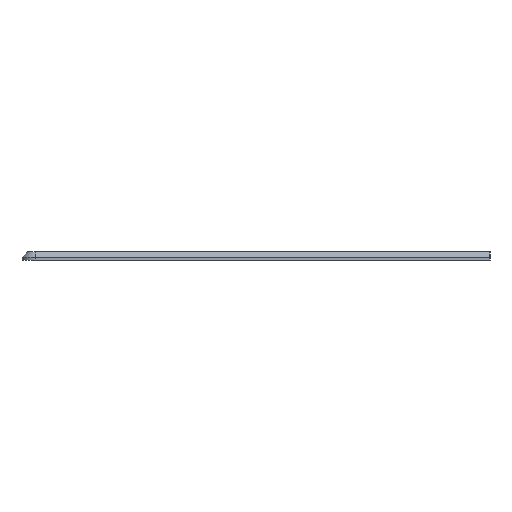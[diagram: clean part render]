
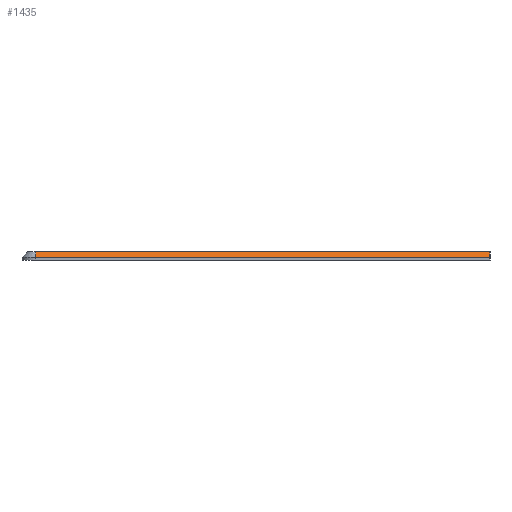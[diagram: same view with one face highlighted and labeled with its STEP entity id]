
A CAD part, left-side view. The second image highlights one B-rep face of the part: STEP entity #1435.
In plain terms, the highlighted planar face has unit normal (-0.707, 0, 0.707).
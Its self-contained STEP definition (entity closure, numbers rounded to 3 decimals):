
#115=PLANE('',#1619);
#192=FACE_OUTER_BOUND('',#301,.T.);
#301=EDGE_LOOP('',(#1258,#1259,#1260,#1261));
#344=LINE('',#2096,#445);
#426=LINE('',#2432,#527);
#427=LINE('',#2436,#528);
#428=LINE('',#2437,#529);
#445=VECTOR('',#1648,10.);
#527=VECTOR('',#2036,10.);
#528=VECTOR('',#2041,10.);
#529=VECTOR('',#2042,10.);
#642=VERTEX_POINT('',#2093);
#643=VERTEX_POINT('',#2095);
#744=VERTEX_POINT('',#2431);
#745=VERTEX_POINT('',#2435);
#760=EDGE_CURVE('',#643,#642,#344,.T.);
#928=EDGE_CURVE('',#744,#642,#426,.T.);
#930=EDGE_CURVE('',#745,#643,#427,.T.);
#931=EDGE_CURVE('',#744,#745,#428,.T.);
#1258=ORIENTED_EDGE('',*,*,#930,.T.);
#1259=ORIENTED_EDGE('',*,*,#760,.T.);
#1260=ORIENTED_EDGE('',*,*,#928,.F.);
#1261=ORIENTED_EDGE('',*,*,#931,.T.);
#1435=ADVANCED_FACE('',(#192),#115,.T.);
#1619=AXIS2_PLACEMENT_3D('',#2434,#2039,#2040);
#1648=DIRECTION('',(0.,1.,0.));
#2036=DIRECTION('',(0.707,0.,0.707));
#2039=DIRECTION('center_axis',(-0.707,0.,
0.707));
#2040=DIRECTION('ref_axis',(0.707,0.,0.707));
#2041=DIRECTION('',(0.707,0.,0.707));
#2042=DIRECTION('',(0.,-1.,0.));
#2093=CARTESIAN_POINT('',(2.,195.,3.));
#2095=CARTESIAN_POINT('',(2.,30.,3.));
#2096=CARTESIAN_POINT('',(2.,155.,3.));
#2431=CARTESIAN_POINT('',(0.,195.,1.));
#2432=CARTESIAN_POINT('',(0.,195.,1.));
#2434=CARTESIAN_POINT('Origin',(1.,155.,2.));
#2435=CARTESIAN_POINT('',(0.,30.,1.));
#2436=CARTESIAN_POINT('',(0.25,30.,1.25));
#2437=CARTESIAN_POINT('',(0.,155.,1.));
